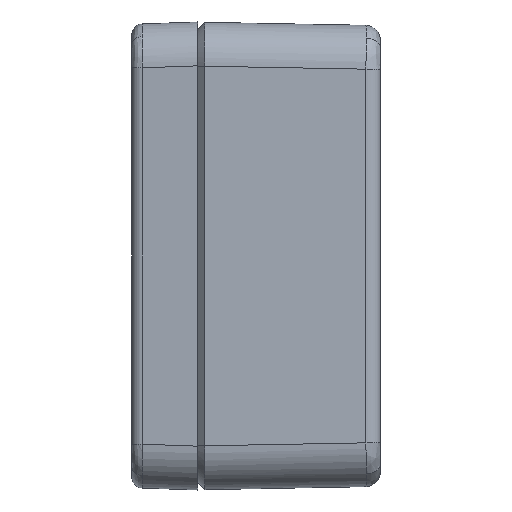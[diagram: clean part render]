
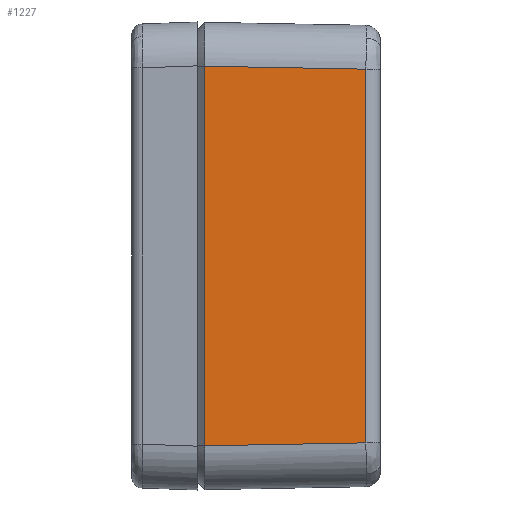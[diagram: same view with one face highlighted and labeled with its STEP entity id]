
A CAD part, left-side view. The second image highlights one B-rep face of the part: STEP entity #1227.
In plain terms, the highlighted planar face has unit normal (-1, -0.018, 0).
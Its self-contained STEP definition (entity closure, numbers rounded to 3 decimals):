
#625 = VERTEX_POINT ( 'NONE', #25793 ) ;
#745 = EDGE_CURVE ( 'NONE', #625, #25550, #26037, .T. ) ;
#923 = ORIENTED_EDGE ( 'NONE', *, *, #26338, .T. ) ;
#970 = ORIENTED_EDGE ( 'NONE', *, *, #1137, .T. ) ;
#974 = ORIENTED_EDGE ( 'NONE', *, *, #745, .T. ) ;
#975 = EDGE_LOOP ( 'NONE', ( #970, #1214, #974, #923 ) ) ;
#1137 = EDGE_CURVE ( 'NONE', #3710, #1140, #4838, .T. ) ;
#1140 = VERTEX_POINT ( 'NONE', #4834 ) ;
#1214 = ORIENTED_EDGE ( 'NONE', *, *, #1219, .T. ) ;
#1219 = EDGE_CURVE ( 'NONE', #1140, #625, #5031, .T. ) ;
#1227 = ADVANCED_FACE ( 'NONE', ( #5026 ), #5025, .T. ) ;
#3710 = VERTEX_POINT ( 'NONE', #11007 ) ;
#4834 = CARTESIAN_POINT ( 'NONE',  ( -48.955, -2.482, 25.956 ) ) ;
#4835 = DIRECTION ( 'NONE',  ( -0.018, 1., 0.018 ) ) ;
#4836 = VECTOR ( 'NONE', #4835, 1000. ) ;
#4837 = CARTESIAN_POINT ( 'NONE',  ( -48.981, -1.062, 25.982 ) ) ;
#4838 = LINE ( 'NONE', #4837, #4836 ) ;
#5020 = DIRECTION ( 'NONE',  ( 0.018, -1., 0. ) ) ;
#5021 = DIRECTION ( 'NONE',  ( -1., -0.018, 0. ) ) ;
#5022 = CARTESIAN_POINT ( 'NONE',  ( -49., 0., -32. ) ) ;
#5023 = AXIS2_PLACEMENT_3D ( 'NONE', #5022, #5021, #5020 ) ;
#5025 = PLANE ( 'NONE',  #5023 ) ;
#5026 = FACE_OUTER_BOUND ( 'NONE', #975, .T. ) ;
#5028 = DIRECTION ( 'NONE',  ( 0., 0., -1. ) ) ;
#5029 = VECTOR ( 'NONE', #5028, 1000. ) ;
#5030 = CARTESIAN_POINT ( 'NONE',  ( -48.955, -2.482, -32. ) ) ;
#5031 = LINE ( 'NONE', #5030, #5029 ) ;
#11007 = CARTESIAN_POINT ( 'NONE',  ( -48.55, -24.537, 25.551 ) ) ;
#19298 = CARTESIAN_POINT ( 'NONE',  ( -48.55, -24.537, -25.551 ) ) ;
#19504 = DIRECTION ( 'NONE',  ( 0., 0., 1. ) ) ;
#19505 = VECTOR ( 'NONE', #19504, 1000. ) ;
#19506 = CARTESIAN_POINT ( 'NONE',  ( -48.55, -24.537, 25.515 ) ) ;
#19507 = LINE ( 'NONE', #19506, #19505 ) ;
#25550 = VERTEX_POINT ( 'NONE', #19298 ) ;
#25793 = CARTESIAN_POINT ( 'NONE',  ( -48.955, -2.482, -25.956 ) ) ;
#26034 = DIRECTION ( 'NONE',  ( 0.018, -1., 0.018 ) ) ;
#26035 = VECTOR ( 'NONE', #26034, 1000. ) ;
#26036 = CARTESIAN_POINT ( 'NONE',  ( -49.002, 0.11, -26.003 ) ) ;
#26037 = LINE ( 'NONE', #26036, #26035 ) ;
#26338 = EDGE_CURVE ( 'NONE', #25550, #3710, #19507, .T. ) ;
